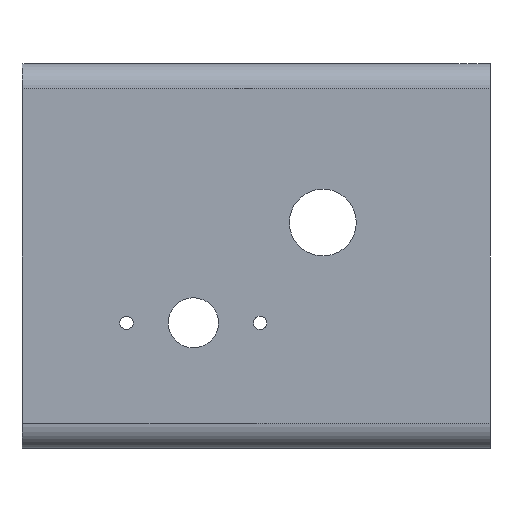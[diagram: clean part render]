
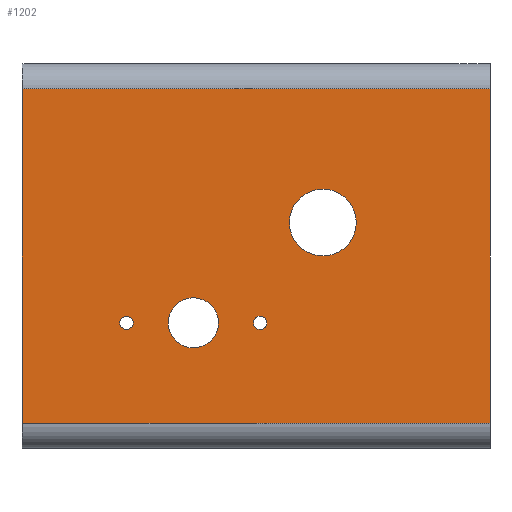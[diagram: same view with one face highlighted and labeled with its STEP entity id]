
A CAD part, front view. The second image highlights one B-rep face of the part: STEP entity #1202.
In plain terms, the highlighted planar face has unit normal (0, -1, 0).
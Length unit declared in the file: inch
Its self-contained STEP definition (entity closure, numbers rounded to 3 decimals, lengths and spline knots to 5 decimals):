
#3 = AXIS2_PLACEMENT_3D ( 'NONE', #376, #1745, #633 ) ;
#6 = CARTESIAN_POINT ( 'NONE',  ( -1.93714, -0.0625, -1.1 ) ) ;
#30 = DIRECTION ( 'NONE',  ( 0., 0., 1. ) ) ;
#60 = EDGE_CURVE ( 'NONE', #1594, #847, #697, .T. ) ;
#86 = EDGE_LOOP ( 'NONE', ( #451, #497 ) ) ;
#100 = LINE ( 'NONE', #849, #1278 ) ;
#108 = EDGE_CURVE ( 'NONE', #892, #1461, #768, .T. ) ;
#156 = DIRECTION ( 'NONE',  ( -1., 0., 0. ) ) ;
#157 = DIRECTION ( 'NONE',  ( 0., 0., -1. ) ) ;
#166 = DIRECTION ( 'NONE',  ( 0., -1., 0. ) ) ;
#169 = DIRECTION ( 'NONE',  ( 0., 0., -1. ) ) ;
#176 = EDGE_LOOP ( 'NONE', ( #397, #1675 ) ) ;
#178 = CARTESIAN_POINT ( 'NONE',  ( 1., -0.0625, 0.5 ) ) ;
#201 = DIRECTION ( 'NONE',  ( 0., -1., 0. ) ) ;
#210 = AXIS2_PLACEMENT_3D ( 'NONE', #1495, #1628, #1768 ) ;
#213 = VERTEX_POINT ( 'NONE', #1560 ) ;
#257 = CIRCLE ( 'NONE', #1720, 0.5 ) ;
#262 = CARTESIAN_POINT ( 'NONE',  ( 3.5, -0.0625, 0. ) ) ;
#270 = CARTESIAN_POINT ( 'NONE',  ( -1.93714, -0.0625, -1. ) ) ;
#293 = CARTESIAN_POINT ( 'NONE',  ( -0.93714, -0.0625, -0.625 ) ) ;
#302 = EDGE_CURVE ( 'NONE', #1735, #1033, #1300, .T. ) ;
#305 = AXIS2_PLACEMENT_3D ( 'NONE', #270, #1647, #1652 ) ;
#312 = CARTESIAN_POINT ( 'NONE',  ( -1.93714, -0.0625, -0.9 ) ) ;
#327 = FACE_BOUND ( 'NONE', #176, .T. ) ;
#347 = LINE ( 'NONE', #262, #410 ) ;
#376 = CARTESIAN_POINT ( 'NONE',  ( 0.06286, -0.0625, -1. ) ) ;
#382 = AXIS2_PLACEMENT_3D ( 'NONE', #178, #166, #1153 ) ;
#390 = VERTEX_POINT ( 'NONE', #1631 ) ;
#397 = ORIENTED_EDGE ( 'NONE', *, *, #767, .F. ) ;
#410 = VECTOR ( 'NONE', #169, 39.37008 ) ;
#433 = EDGE_CURVE ( 'NONE', #1033, #1735, #1713, .T. ) ;
#451 = ORIENTED_EDGE ( 'NONE', *, *, #433, .F. ) ;
#465 = AXIS2_PLACEMENT_3D ( 'NONE', #599, #1011, #1705 ) ;
#484 = ORIENTED_EDGE ( 'NONE', *, *, #787, .F. ) ;
#497 = ORIENTED_EDGE ( 'NONE', *, *, #302, .F. ) ;
#508 = VERTEX_POINT ( 'NONE', #598 ) ;
#545 = CARTESIAN_POINT ( 'NONE',  ( 1., -0.0625, 0. ) ) ;
#598 = CARTESIAN_POINT ( 'NONE',  ( 3.5, -0.0625, 2.5 ) ) ;
#599 = CARTESIAN_POINT ( 'NONE',  ( -1.93714, -0.0625, -1. ) ) ;
#620 = AXIS2_PLACEMENT_3D ( 'NONE', #1584, #201, #1035 ) ;
#633 = DIRECTION ( 'NONE',  ( 0., 0., -1. ) ) ;
#663 = CARTESIAN_POINT ( 'NONE',  ( 3.5, -0.0625, -2.5 ) ) ;
#672 = DIRECTION ( 'NONE',  ( 0., -1., 0. ) ) ;
#674 = EDGE_CURVE ( 'NONE', #847, #1594, #1174, .T. ) ;
#697 = CIRCLE ( 'NONE', #1730, 0.375 ) ;
#724 = ORIENTED_EDGE ( 'NONE', *, *, #108, .F. ) ;
#725 = EDGE_LOOP ( 'NONE', ( #1737, #1349 ) ) ;
#731 = ORIENTED_EDGE ( 'NONE', *, *, #1722, .F. ) ;
#767 = EDGE_CURVE ( 'NONE', #1393, #1751, #1473, .T. ) ;
#768 = CIRCLE ( 'NONE', #382, 0.5 ) ;
#774 = VECTOR ( 'NONE', #30, 39.37008 ) ;
#787 = EDGE_CURVE ( 'NONE', #1461, #892, #257, .T. ) ;
#812 = CARTESIAN_POINT ( 'NONE',  ( 0.06286, -0.0625, -1. ) ) ;
#829 = DIRECTION ( 'NONE',  ( 0., 0., -1. ) ) ;
#847 = VERTEX_POINT ( 'NONE', #293 ) ;
#849 = CARTESIAN_POINT ( 'NONE',  ( 0., -0.0625, 2.5 ) ) ;
#892 = VERTEX_POINT ( 'NONE', #1112 ) ;
#960 = EDGE_CURVE ( 'NONE', #1751, #1393, #1575, .T. ) ;
#985 = CARTESIAN_POINT ( 'NONE',  ( 0., -0.0625, -2.5 ) ) ;
#1011 = DIRECTION ( 'NONE',  ( 0., -1., 0. ) ) ;
#1033 = VERTEX_POINT ( 'NONE', #1548 ) ;
#1035 = DIRECTION ( 'NONE',  ( 0., 0., -1. ) ) ;
#1044 = PLANE ( 'NONE',  #210 ) ;
#1061 = EDGE_LOOP ( 'NONE', ( #731, #1701, #1143, #1545 ) ) ;
#1099 = VECTOR ( 'NONE', #156, 39.37008 ) ;
#1112 = CARTESIAN_POINT ( 'NONE',  ( 1., -0.0625, 1. ) ) ;
#1122 = CARTESIAN_POINT ( 'NONE',  ( -3.5, -0.0625, 0. ) ) ;
#1131 = CARTESIAN_POINT ( 'NONE',  ( -0.93714, -0.0625, -1.375 ) ) ;
#1143 = ORIENTED_EDGE ( 'NONE', *, *, #1491, .F. ) ;
#1144 = LINE ( 'NONE', #1122, #774 ) ;
#1153 = DIRECTION ( 'NONE',  ( 0., 0., -1. ) ) ;
#1174 = CIRCLE ( 'NONE', #620, 0.375 ) ;
#1202 = ADVANCED_FACE ( 'NONE', ( #327, #1552, #1372, #1683, #1333 ), #1044, .T. ) ;
#1216 = CARTESIAN_POINT ( 'NONE',  ( 0.06286, -0.0625, -0.9 ) ) ;
#1278 = VECTOR ( 'NONE', #1543, 39.37008 ) ;
#1300 = CIRCLE ( 'NONE', #3, 0.1 ) ;
#1316 = EDGE_CURVE ( 'NONE', #213, #508, #100, .T. ) ;
#1333 = FACE_OUTER_BOUND ( 'NONE', #1061, .T. ) ;
#1349 = ORIENTED_EDGE ( 'NONE', *, *, #674, .F. ) ;
#1372 = FACE_BOUND ( 'NONE', #725, .T. ) ;
#1385 = CARTESIAN_POINT ( 'NONE',  ( -0.93714, -0.0625, -1. ) ) ;
#1393 = VERTEX_POINT ( 'NONE', #6 ) ;
#1433 = VERTEX_POINT ( 'NONE', #663 ) ;
#1461 = VERTEX_POINT ( 'NONE', #545 ) ;
#1473 = CIRCLE ( 'NONE', #305, 0.1 ) ;
#1490 = DIRECTION ( 'NONE',  ( 0., -1., 0. ) ) ;
#1491 = EDGE_CURVE ( 'NONE', #390, #213, #1144, .T. ) ;
#1495 = CARTESIAN_POINT ( 'NONE',  ( 0., -0.0625, 0. ) ) ;
#1498 = CARTESIAN_POINT ( 'NONE',  ( 1., -0.0625, 0.5 ) ) ;
#1543 = DIRECTION ( 'NONE',  ( 1., 0., 0. ) ) ;
#1545 = ORIENTED_EDGE ( 'NONE', *, *, #1598, .F. ) ;
#1548 = CARTESIAN_POINT ( 'NONE',  ( 0.06286, -0.0625, -1.1 ) ) ;
#1552 = FACE_BOUND ( 'NONE', #86, .T. ) ;
#1560 = CARTESIAN_POINT ( 'NONE',  ( -3.5, -0.0625, 2.5 ) ) ;
#1575 = CIRCLE ( 'NONE', #465, 0.1 ) ;
#1576 = AXIS2_PLACEMENT_3D ( 'NONE', #812, #1490, #829 ) ;
#1584 = CARTESIAN_POINT ( 'NONE',  ( -0.93714, -0.0625, -1. ) ) ;
#1594 = VERTEX_POINT ( 'NONE', #1131 ) ;
#1598 = EDGE_CURVE ( 'NONE', #1433, #390, #1703, .T. ) ;
#1628 = DIRECTION ( 'NONE',  ( 0., -1., 0. ) ) ;
#1631 = CARTESIAN_POINT ( 'NONE',  ( -3.5, -0.0625, -2.5 ) ) ;
#1632 = DIRECTION ( 'NONE',  ( 0., 0., -1. ) ) ;
#1647 = DIRECTION ( 'NONE',  ( 0., -1., 0. ) ) ;
#1652 = DIRECTION ( 'NONE',  ( 0., 0., -1. ) ) ;
#1675 = ORIENTED_EDGE ( 'NONE', *, *, #960, .F. ) ;
#1683 = FACE_BOUND ( 'NONE', #1739, .T. ) ;
#1689 = DIRECTION ( 'NONE',  ( 0., -1., 0. ) ) ;
#1701 = ORIENTED_EDGE ( 'NONE', *, *, #1316, .F. ) ;
#1703 = LINE ( 'NONE', #985, #1099 ) ;
#1705 = DIRECTION ( 'NONE',  ( 0., 0., -1. ) ) ;
#1713 = CIRCLE ( 'NONE', #1576, 0.1 ) ;
#1720 = AXIS2_PLACEMENT_3D ( 'NONE', #1498, #672, #1632 ) ;
#1722 = EDGE_CURVE ( 'NONE', #508, #1433, #347, .T. ) ;
#1730 = AXIS2_PLACEMENT_3D ( 'NONE', #1385, #1689, #157 ) ;
#1735 = VERTEX_POINT ( 'NONE', #1216 ) ;
#1737 = ORIENTED_EDGE ( 'NONE', *, *, #60, .F. ) ;
#1739 = EDGE_LOOP ( 'NONE', ( #484, #724 ) ) ;
#1745 = DIRECTION ( 'NONE',  ( 0., -1., 0. ) ) ;
#1751 = VERTEX_POINT ( 'NONE', #312 ) ;
#1768 = DIRECTION ( 'NONE',  ( 0., 0., -1. ) ) ;
